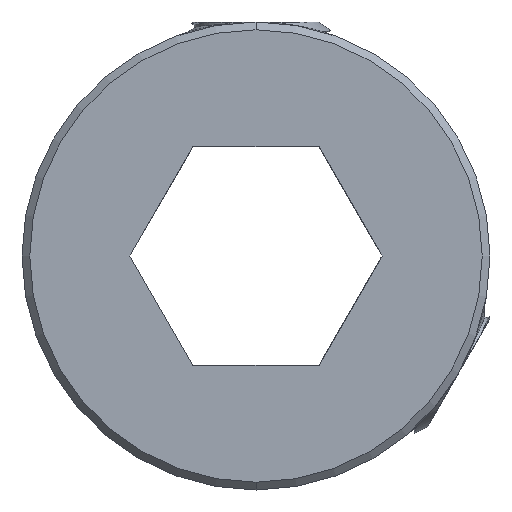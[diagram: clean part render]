
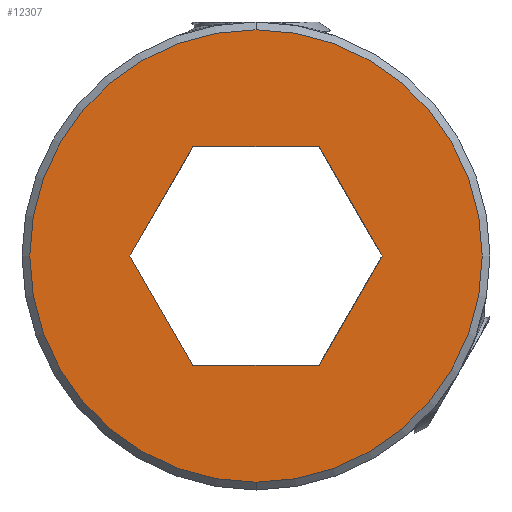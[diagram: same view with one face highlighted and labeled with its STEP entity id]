
A CAD part, front view. The second image highlights one B-rep face of the part: STEP entity #12307.
In plain terms, the highlighted planar face has unit normal (0, -1, 0).
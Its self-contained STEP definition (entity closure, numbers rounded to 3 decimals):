
#332 = CARTESIAN_POINT ( 'NONE',  ( 3.031, 0., -1.75 ) ) ;
#448 = DIRECTION ( 'NONE',  ( 1., 0., 0. ) ) ;
#521 = DIRECTION ( 'NONE',  ( 0., -1., 0. ) ) ;
#568 = VECTOR ( 'NONE', #448, 1000. ) ;
#791 = LINE ( 'NONE', #10102, #10288 ) ;
#797 = DIRECTION ( 'NONE',  ( -1., 0., 0. ) ) ;
#889 = CARTESIAN_POINT ( 'NONE',  ( -4.041, 0., 0. ) ) ;
#903 = EDGE_CURVE ( 'NONE', #12137, #8919, #9153, .T. ) ;
#1407 = DIRECTION ( 'NONE',  ( 0., 1., 0. ) ) ;
#1552 = VECTOR ( 'NONE', #8508, 1000. ) ;
#1640 = VECTOR ( 'NONE', #7764, 1000. ) ;
#1778 = CARTESIAN_POINT ( 'NONE',  ( 0., 0., 0. ) ) ;
#1975 = LINE ( 'NONE', #2631, #568 ) ;
#2091 = EDGE_LOOP ( 'NONE', ( #12632, #7664 ) ) ;
#2309 = CARTESIAN_POINT ( 'NONE',  ( 0., 0., 7.25 ) ) ;
#2434 = ORIENTED_EDGE ( 'NONE', *, *, #2775, .T. ) ;
#2514 = ORIENTED_EDGE ( 'NONE', *, *, #5374, .T. ) ;
#2631 = CARTESIAN_POINT ( 'NONE',  ( 0., 0., 3.5 ) ) ;
#2775 = EDGE_CURVE ( 'NONE', #3132, #11471, #1975, .T. ) ;
#2792 = DIRECTION ( 'NONE',  ( 0., 0., 1. ) ) ;
#2902 = AXIS2_PLACEMENT_3D ( 'NONE', #5311, #4287, #7339 ) ;
#3132 = VERTEX_POINT ( 'NONE', #7274 ) ;
#3271 = ORIENTED_EDGE ( 'NONE', *, *, #6386, .T. ) ;
#3287 = LINE ( 'NONE', #332, #1640 ) ;
#3609 = CIRCLE ( 'NONE', #4005, 7.25 ) ;
#3722 = DIRECTION ( 'NONE',  ( 0.5, 0., -0.866 ) ) ;
#4005 = AXIS2_PLACEMENT_3D ( 'NONE', #1778, #521, #2792 ) ;
#4287 = DIRECTION ( 'NONE',  ( 0., -1., 0. ) ) ;
#4532 = PLANE ( 'NONE',  #11235 ) ;
#4540 = FACE_BOUND ( 'NONE', #4640, .T. ) ;
#4640 = EDGE_LOOP ( 'NONE', ( #10919, #12607, #11925, #3271, #2434, #2514 ) ) ;
#4896 = EDGE_CURVE ( 'NONE', #5578, #12137, #3287, .T. ) ;
#5170 = CARTESIAN_POINT ( 'NONE',  ( 0., 0., -7.25 ) ) ;
#5240 = EDGE_CURVE ( 'NONE', #5756, #10783, #3609, .T. ) ;
#5311 = CARTESIAN_POINT ( 'NONE',  ( 0., 0., 0. ) ) ;
#5374 = EDGE_CURVE ( 'NONE', #11471, #5578, #791, .T. ) ;
#5578 = VERTEX_POINT ( 'NONE', #12296 ) ;
#5756 = VERTEX_POINT ( 'NONE', #5170 ) ;
#5800 = CIRCLE ( 'NONE', #2902, 7.25 ) ;
#6386 = EDGE_CURVE ( 'NONE', #12615, #3132, #10274, .T. ) ;
#7162 = CARTESIAN_POINT ( 'NONE',  ( 0., 0., -3.5 ) ) ;
#7274 = CARTESIAN_POINT ( 'NONE',  ( -2.021, 0., 3.5 ) ) ;
#7339 = DIRECTION ( 'NONE',  ( 0., 0., 1. ) ) ;
#7664 = ORIENTED_EDGE ( 'NONE', *, *, #5240, .T. ) ;
#7688 = DIRECTION ( 'NONE',  ( 0., 0., 1. ) ) ;
#7733 = CARTESIAN_POINT ( 'NONE',  ( 2.021, 0., 3.5 ) ) ;
#7764 = DIRECTION ( 'NONE',  ( -0.5, 0., -0.866 ) ) ;
#7773 = CARTESIAN_POINT ( 'NONE',  ( 0., 0., 0. ) ) ;
#8508 = DIRECTION ( 'NONE',  ( -0.5, 0., 0.866 ) ) ;
#8647 = CARTESIAN_POINT ( 'NONE',  ( -3.031, 0., 1.75 ) ) ;
#8887 = EDGE_CURVE ( 'NONE', #10783, #5756, #5800, .T. ) ;
#8919 = VERTEX_POINT ( 'NONE', #9690 ) ;
#9029 = LINE ( 'NONE', #13774, #1552 ) ;
#9153 = LINE ( 'NONE', #7162, #11662 ) ;
#9690 = CARTESIAN_POINT ( 'NONE',  ( -2.021, 0., -3.5 ) ) ;
#9783 = VECTOR ( 'NONE', #10886, 1000. ) ;
#9881 = CARTESIAN_POINT ( 'NONE',  ( 2.021, 0., -3.5 ) ) ;
#10043 = FACE_OUTER_BOUND ( 'NONE', #2091, .T. ) ;
#10102 = CARTESIAN_POINT ( 'NONE',  ( 3.031, 0., 1.75 ) ) ;
#10274 = LINE ( 'NONE', #8647, #9783 ) ;
#10288 = VECTOR ( 'NONE', #3722, 1000. ) ;
#10783 = VERTEX_POINT ( 'NONE', #2309 ) ;
#10886 = DIRECTION ( 'NONE',  ( 0.5, 0., 0.866 ) ) ;
#10919 = ORIENTED_EDGE ( 'NONE', *, *, #4896, .T. ) ;
#11235 = AXIS2_PLACEMENT_3D ( 'NONE', #7773, #1407, #7688 ) ;
#11471 = VERTEX_POINT ( 'NONE', #7733 ) ;
#11662 = VECTOR ( 'NONE', #797, 1000. ) ;
#11925 = ORIENTED_EDGE ( 'NONE', *, *, #12491, .T. ) ;
#12137 = VERTEX_POINT ( 'NONE', #9881 ) ;
#12296 = CARTESIAN_POINT ( 'NONE',  ( 4.041, 0., 0. ) ) ;
#12307 = ADVANCED_FACE ( 'NONE', ( #10043, #4540 ), #4532, .F. ) ;
#12491 = EDGE_CURVE ( 'NONE', #8919, #12615, #9029, .T. ) ;
#12607 = ORIENTED_EDGE ( 'NONE', *, *, #903, .T. ) ;
#12615 = VERTEX_POINT ( 'NONE', #889 ) ;
#12632 = ORIENTED_EDGE ( 'NONE', *, *, #8887, .T. ) ;
#13774 = CARTESIAN_POINT ( 'NONE',  ( -3.031, 0., -1.75 ) ) ;
